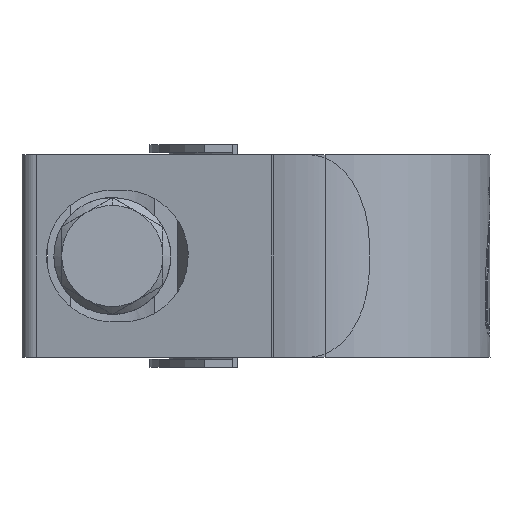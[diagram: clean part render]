
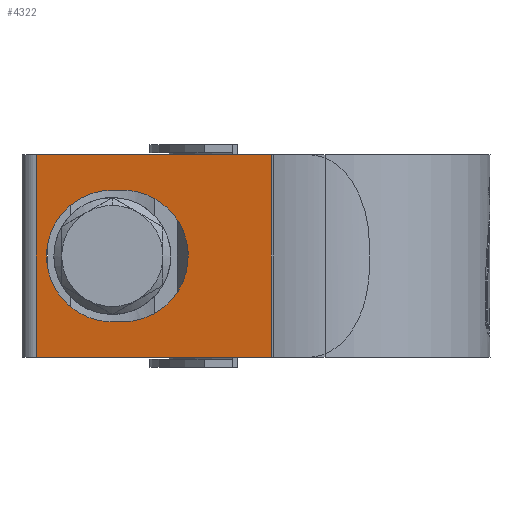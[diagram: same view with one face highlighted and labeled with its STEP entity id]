
A CAD part, left-side view. The second image highlights one B-rep face of the part: STEP entity #4322.
In plain terms, the highlighted planar face has unit normal (-0.985, 0.172, 0).
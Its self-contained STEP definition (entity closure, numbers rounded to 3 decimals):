
#723 = CARTESIAN_POINT ( 'NONE',  ( -16.371, 5.333, 10. ) ) ;
#1701 = EDGE_LOOP ( 'NONE', ( #32800, #33106, #34030, #26256 ) ) ;
#2254 = VERTEX_POINT ( 'NONE', #23278 ) ;
#2348 = VECTOR ( 'NONE', #15608, 1000. ) ;
#2620 = EDGE_CURVE ( 'NONE', #3139, #28771, #33393, .T. ) ;
#3101 =( BOUNDED_CURVE ( )  B_SPLINE_CURVE ( 3, ( #20868, #28854, #23549, #18215 ),
 .UNSPECIFIED., .F., .T. ) 
 B_SPLINE_CURVE_WITH_KNOTS ( ( 4, 4 ),
 ( 4.712, 7.854 ),
 .UNSPECIFIED. ) 
 CURVE ( )  GEOMETRIC_REPRESENTATION_ITEM ( )  RATIONAL_B_SPLINE_CURVE ( ( 1., 0.333, 0.333, 1. ) ) 
 REPRESENTATION_ITEM ( '' )  );
#3139 = VERTEX_POINT ( 'NONE', #11987 ) ;
#3256 = VECTOR ( 'NONE', #28257, 1000. ) ;
#3396 = CARTESIAN_POINT ( 'NONE',  ( -13.804, 20.012, -6.5 ) ) ;
#3779 = VERTEX_POINT ( 'NONE', #723 ) ;
#3950 = LINE ( 'NONE', #22424, #13785 ) ;
#4322 = ADVANCED_FACE ( 'NONE', ( #34742, #20912 ), #7967, .F. ) ;
#4394 = AXIS2_PLACEMENT_3D ( 'NONE', #10271, #26772, #7628 ) ;
#4549 = EDGE_CURVE ( 'NONE', #28771, #25903, #3101, .T. ) ;
#4784 = CARTESIAN_POINT ( 'NONE',  ( -16.371, 5.333, 6.5 ) ) ;
#6285 = EDGE_CURVE ( 'NONE', #26371, #3139, #14845, .T. ) ;
#7034 = CARTESIAN_POINT ( 'NONE',  ( -16.371, 5.333, -10. ) ) ;
#7628 = DIRECTION ( 'NONE',  ( 0.172, 0.985, 0. ) ) ;
#7717 = VERTEX_POINT ( 'NONE', #22403 ) ;
#7967 = PLANE ( 'NONE',  #4394 ) ;
#8009 = EDGE_CURVE ( 'NONE', #7717, #32703, #28412, .T. ) ;
#10271 = CARTESIAN_POINT ( 'NONE',  ( -16.371, 5.333, 10. ) ) ;
#11678 = LINE ( 'NONE', #7034, #33552 ) ;
#11943 = CARTESIAN_POINT ( 'NONE',  ( -12.315, 28.532, 10. ) ) ;
#11987 = CARTESIAN_POINT ( 'NONE',  ( -13.63, 21.012, -6.5 ) ) ;
#12297 = CARTESIAN_POINT ( 'NONE',  ( -13.63, 21.012, -6.5 ) ) ;
#13785 = VECTOR ( 'NONE', #33059, 1000. ) ;
#14755 = EDGE_CURVE ( 'NONE', #25903, #26371, #29096, .T. ) ;
#14845 =( BOUNDED_CURVE ( )  B_SPLINE_CURVE ( 3, ( #31099, #17622, #25271, #12297 ),
 .UNSPECIFIED., .F., .F. ) 
 B_SPLINE_CURVE_WITH_KNOTS ( ( 4, 4 ),
 ( 1.571, 4.712 ),
 .UNSPECIFIED. ) 
 CURVE ( )  GEOMETRIC_REPRESENTATION_ITEM ( )  RATIONAL_B_SPLINE_CURVE ( ( 1., 0.333, 0.333, 1. ) ) 
 REPRESENTATION_ITEM ( '' )  );
#15608 = DIRECTION ( 'NONE',  ( 0.172, 0.985, 0. ) ) ;
#16008 = VECTOR ( 'NONE', #25388, 1000. ) ;
#16803 = ORIENTED_EDGE ( 'NONE', *, *, #4549, .F. ) ;
#16913 = EDGE_CURVE ( 'NONE', #32703, #2254, #11678, .T. ) ;
#17083 = DIRECTION ( 'NONE',  ( 0., 0., -1. ) ) ;
#17622 = CARTESIAN_POINT ( 'NONE',  ( -11.356, 34.012, 6.5 ) ) ;
#17850 = DIRECTION ( 'NONE',  ( -0.172, -0.985, 0. ) ) ;
#18215 = CARTESIAN_POINT ( 'NONE',  ( -13.804, 20.012, 6.5 ) ) ;
#18353 = EDGE_LOOP ( 'NONE', ( #16803, #29399, #20610, #21195 ) ) ;
#20610 = ORIENTED_EDGE ( 'NONE', *, *, #6285, .F. ) ;
#20868 = CARTESIAN_POINT ( 'NONE',  ( -13.804, 20.012, -6.5 ) ) ;
#20912 = FACE_BOUND ( 'NONE', #18353, .T. ) ;
#21195 = ORIENTED_EDGE ( 'NONE', *, *, #14755, .F. ) ;
#22192 = CARTESIAN_POINT ( 'NONE',  ( -13.63, 21.012, 6.5 ) ) ;
#22403 = CARTESIAN_POINT ( 'NONE',  ( -12.315, 28.532, 10. ) ) ;
#22424 = CARTESIAN_POINT ( 'NONE',  ( -16.371, 5.333, 10. ) ) ;
#22933 = CARTESIAN_POINT ( 'NONE',  ( -16.371, 5.333, -6.5 ) ) ;
#23060 = LINE ( 'NONE', #33863, #16008 ) ;
#23278 = CARTESIAN_POINT ( 'NONE',  ( -16.371, 5.333, -10. ) ) ;
#23549 = CARTESIAN_POINT ( 'NONE',  ( -16.078, 7.012, 6.5 ) ) ;
#25271 = CARTESIAN_POINT ( 'NONE',  ( -11.356, 34.012, -6.5 ) ) ;
#25388 = DIRECTION ( 'NONE',  ( -0.172, -0.985, 0. ) ) ;
#25903 = VERTEX_POINT ( 'NONE', #28592 ) ;
#26256 = ORIENTED_EDGE ( 'NONE', *, *, #8009, .T. ) ;
#26371 = VERTEX_POINT ( 'NONE', #22192 ) ;
#26666 = EDGE_CURVE ( 'NONE', #7717, #3779, #23060, .T. ) ;
#26772 = DIRECTION ( 'NONE',  ( 0.985, -0.172, 0. ) ) ;
#27983 = EDGE_CURVE ( 'NONE', #3779, #2254, #3950, .T. ) ;
#28257 = DIRECTION ( 'NONE',  ( -0.172, -0.985, 0. ) ) ;
#28412 = LINE ( 'NONE', #11943, #31648 ) ;
#28592 = CARTESIAN_POINT ( 'NONE',  ( -13.804, 20.012, 6.5 ) ) ;
#28771 = VERTEX_POINT ( 'NONE', #3396 ) ;
#28854 = CARTESIAN_POINT ( 'NONE',  ( -16.078, 7.012, -6.5 ) ) ;
#29096 = LINE ( 'NONE', #4784, #2348 ) ;
#29399 = ORIENTED_EDGE ( 'NONE', *, *, #2620, .F. ) ;
#31099 = CARTESIAN_POINT ( 'NONE',  ( -13.63, 21.012, 6.5 ) ) ;
#31648 = VECTOR ( 'NONE', #17083, 1000. ) ;
#31713 = CARTESIAN_POINT ( 'NONE',  ( -12.315, 28.532, -10. ) ) ;
#32703 = VERTEX_POINT ( 'NONE', #31713 ) ;
#32800 = ORIENTED_EDGE ( 'NONE', *, *, #16913, .T. ) ;
#33059 = DIRECTION ( 'NONE',  ( 0., 0., -1. ) ) ;
#33106 = ORIENTED_EDGE ( 'NONE', *, *, #27983, .F. ) ;
#33393 = LINE ( 'NONE', #22933, #3256 ) ;
#33552 = VECTOR ( 'NONE', #17850, 1000. ) ;
#33863 = CARTESIAN_POINT ( 'NONE',  ( -16.371, 5.333, 10. ) ) ;
#34030 = ORIENTED_EDGE ( 'NONE', *, *, #26666, .F. ) ;
#34742 = FACE_OUTER_BOUND ( 'NONE', #1701, .T. ) ;
